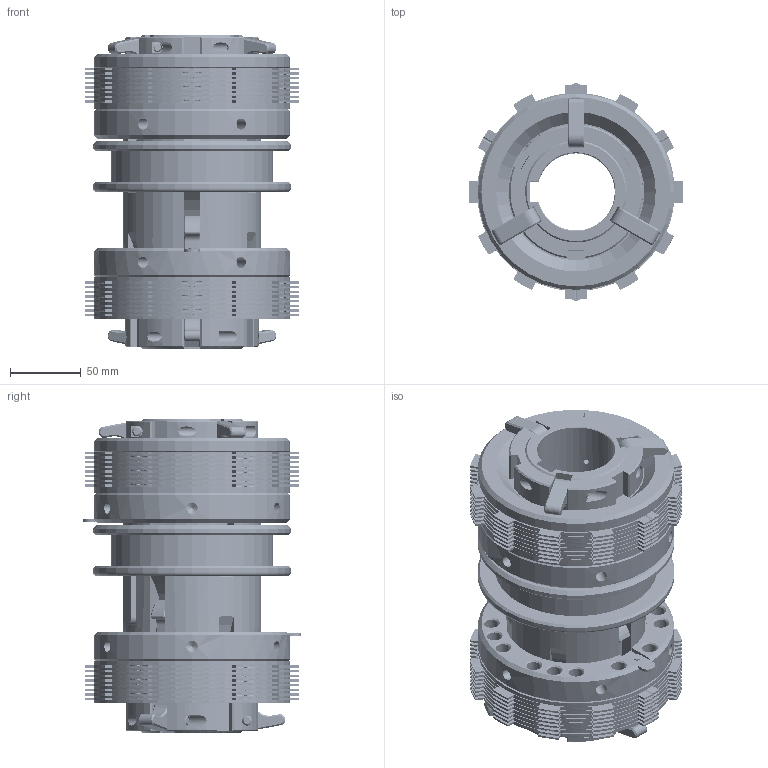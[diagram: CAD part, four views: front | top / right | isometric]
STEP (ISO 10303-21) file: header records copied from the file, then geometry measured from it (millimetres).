
FILE_DESCRIPTION (( 'STEP AP203' ), '1' );
FILE_NAME ('Assem8.STEP', '2017-10-18T02:34:29', ( ' ' ), ( '' ), 'SwSTEP 2.0', 'SolidWorks 2009', '' );
FILE_SCHEMA (( 'CONFIG_CONTROL_DESIGN' ));
Length unit declared in the file: millimetre
Products named in the file (1): Assem8
Bounding box: 151.96 x 154 x 222 mm (x, y, z)
Volume: 1947051.7 mm3; surface area: 511253.4 mm2
Topology: 1 solids, 12 shells, 4285 faces, 14076 edges, 8963 vertices
Faces by surface type: cone 1646, plane 1346, cylinder 1281, torus 12
Entity records: 164110 total; most frequent: CARTESIAN_POINT 38209, ORIENTED_EDGE 28104, DIRECTION 26269, EDGE_CURVE 14052, AXIS2_PLACEMENT_3D 10339, VERTEX_POINT 8963, CIRCLE 6053, VECTOR 5591
